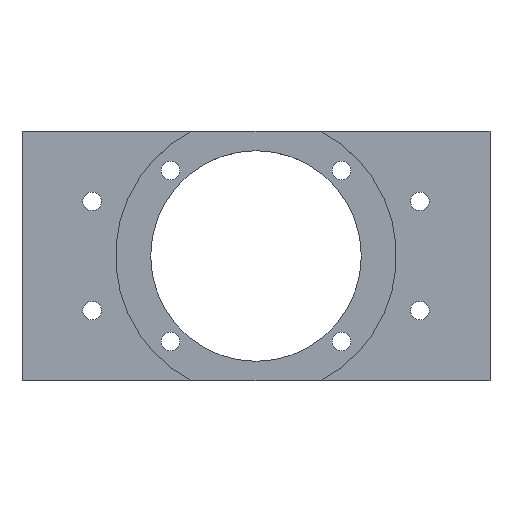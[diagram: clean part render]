
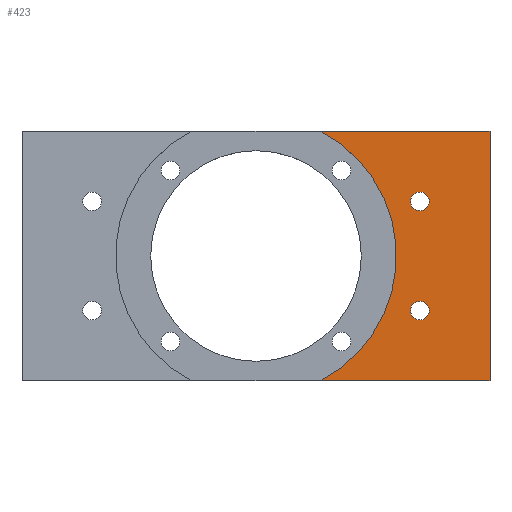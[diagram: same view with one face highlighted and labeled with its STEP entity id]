
A CAD part, top view. The second image highlights one B-rep face of the part: STEP entity #423.
In plain terms, the highlighted planar face has unit normal (0, 0, 1).
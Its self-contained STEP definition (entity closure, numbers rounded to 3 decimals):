
#20=FACE_BOUND('',#74,.T.);
#21=FACE_BOUND('',#75,.T.);
#35=PLANE('',#479);
#49=FACE_OUTER_BOUND('',#73,.T.);
#73=EDGE_LOOP('',(#331,#332,#333,#334));
#74=EDGE_LOOP('',(#335));
#75=EDGE_LOOP('',(#336));
#107=LINE('',#690,#136);
#112=LINE('',#700,#141);
#113=LINE('',#701,#142);
#136=VECTOR('',#565,10.);
#141=VECTOR('',#572,10.);
#142=VECTOR('',#573,10.);
#168=CIRCLE('',#472,18.);
#172=CIRCLE('',#480,1.2);
#173=CIRCLE('',#481,1.2);
#198=VERTEX_POINT('',#667);
#200=VERTEX_POINT('',#671);
#206=VERTEX_POINT('',#689);
#210=VERTEX_POINT('',#699);
#211=VERTEX_POINT('',#702);
#212=VERTEX_POINT('',#704);
#246=EDGE_CURVE('',#198,#200,#168,.T.);
#254=EDGE_CURVE('',#206,#198,#107,.T.);
#259=EDGE_CURVE('',#200,#210,#112,.T.);
#260=EDGE_CURVE('',#210,#206,#113,.T.);
#261=EDGE_CURVE('',#211,#211,#172,.T.);
#262=EDGE_CURVE('',#212,#212,#173,.T.);
#331=ORIENTED_EDGE('',*,*,#246,.T.);
#332=ORIENTED_EDGE('',*,*,#259,.T.);
#333=ORIENTED_EDGE('',*,*,#260,.T.);
#334=ORIENTED_EDGE('',*,*,#254,.T.);
#335=ORIENTED_EDGE('',*,*,#261,.T.);
#336=ORIENTED_EDGE('',*,*,#262,.T.);
#423=ADVANCED_FACE('',(#49,#20,#21),#35,.T.);
#472=AXIS2_PLACEMENT_3D('',#673,#547,#548);
#479=AXIS2_PLACEMENT_3D('',#698,#570,#571);
#480=AXIS2_PLACEMENT_3D('',#703,#574,#575);
#481=AXIS2_PLACEMENT_3D('',#705,#576,#577);
#547=DIRECTION('center_axis',(0.,0.,-1.));
#548=DIRECTION('ref_axis',(1.,0.,0.));
#565=DIRECTION('',(-1.,0.,0.));
#570=DIRECTION('center_axis',(0.,0.,1.));
#571=DIRECTION('ref_axis',(1.,0.,0.));
#572=DIRECTION('',(1.,0.,0.));
#573=DIRECTION('',(0.,1.,0.));
#574=DIRECTION('center_axis',(0.,0.,-1.));
#575=DIRECTION('ref_axis',(-1.,0.,0.));
#576=DIRECTION('center_axis',(0.,0.,-1.));
#577=DIRECTION('ref_axis',(-1.,0.,0.));
#667=CARTESIAN_POINT('',(38.246,32.,4.));
#671=CARTESIAN_POINT('',(38.246,0.,4.));
#673=CARTESIAN_POINT('Origin',(30.,16.,4.));
#689=CARTESIAN_POINT('',(60.,32.,4.));
#690=CARTESIAN_POINT('',(60.,32.,4.));
#698=CARTESIAN_POINT('Origin',(30.,16.,4.));
#699=CARTESIAN_POINT('',(60.,0.,4.));
#700=CARTESIAN_POINT('',(0.,0.,4.));
#701=CARTESIAN_POINT('',(60.,0.,4.));
#702=CARTESIAN_POINT('',(52.2,9.,4.));
#703=CARTESIAN_POINT('Origin',(51.,9.,4.));
#704=CARTESIAN_POINT('',(52.2,23.,4.));
#705=CARTESIAN_POINT('Origin',(51.,23.,4.));
